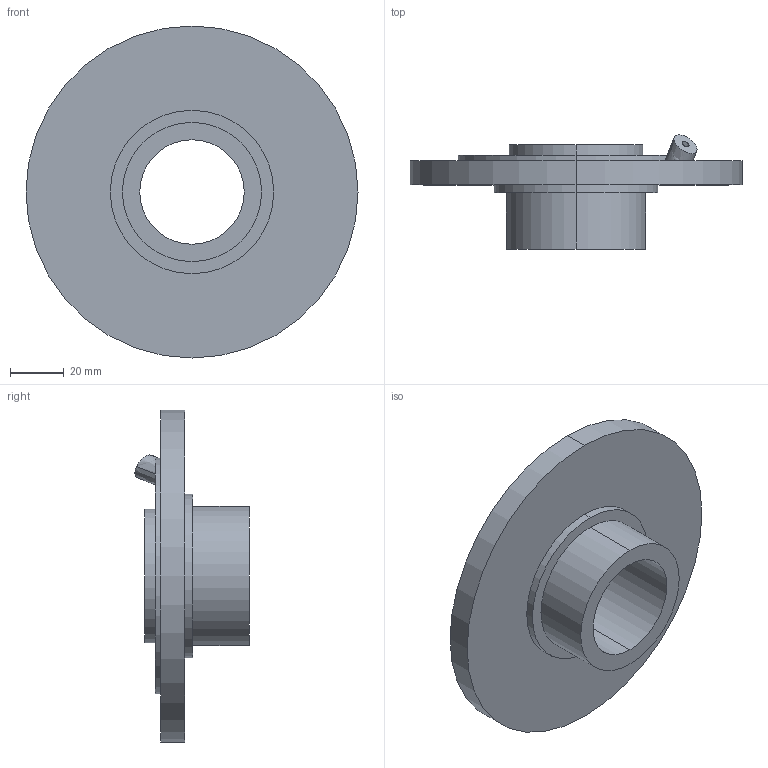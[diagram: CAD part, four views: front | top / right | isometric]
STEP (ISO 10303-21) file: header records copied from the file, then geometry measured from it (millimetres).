
FILE_DESCRIPTION (( 'STEP AP203' ), '1' );
FILE_NAME ('sample.STEP', '2018-10-28T17:41:46', ( '' ), ( '' ), 'SwSTEP 2.0', 'SolidWorks 2015', '' );
FILE_SCHEMA (( 'CONFIG_CONTROL_DESIGN' ));
Length unit declared in the file: millimetre
Products named in the file (1): sample
Bounding box: 124 x 42.67 x 124 mm (x, y, z)
Volume: 135965.4 mm3; surface area: 35509.3 mm2
Topology: 1 solids, 1 shells, 24 faces, 48 edges, 32 vertices
Faces by surface type: cylinder 12, plane 8, bspline 4
Entity records: 809 total; most frequent: CARTESIAN_POINT 217, DIRECTION 114, ORIENTED_EDGE 96, AXIS2_PLACEMENT_3D 49, EDGE_CURVE 48, EDGE_LOOP 32, VERTEX_POINT 32, CIRCLE 28
